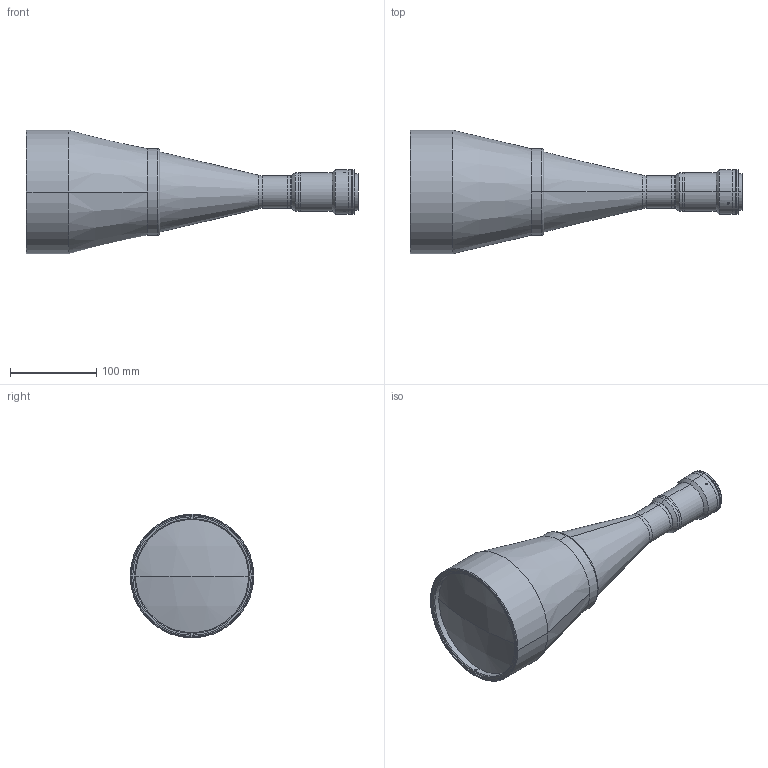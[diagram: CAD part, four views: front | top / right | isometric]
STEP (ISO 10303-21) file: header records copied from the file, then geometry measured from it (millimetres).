
FILE_DESCRIPTION (( 'STEP AP203' ), '1' );
FILE_NAME ('DP32121-A_TC4MHRP096-J.step', '2022-06-13T09:33:42', ( '' ), ( '' ), 'SwSTEP 2.0', 'SolidWorks 2021', '' );
FILE_SCHEMA (( 'CONFIG_CONTROL_DESIGN' ));
Length unit declared in the file: millimetre
Products named in the file (1): DP32121-A_TC4MHRP096-J
Bounding box: 384.27 x 143 x 143 mm (x, y, z)
Surface area: 143804.2 mm2 (no closed solid volume)
Topology: 0 solids, 20 shells, 93 faces, 254 edges, 179 vertices
Faces by surface type: cylinder 48, plane 21, cone 16, torus 6, sphere 2
Entity records: 3274 total; most frequent: CARTESIAN_POINT 767, DIRECTION 574, ORIENTED_EDGE 402, EDGE_CURVE 254, AXIS2_PLACEMENT_3D 242, VERTEX_POINT 179, CIRCLE 148, EDGE_LOOP 113
